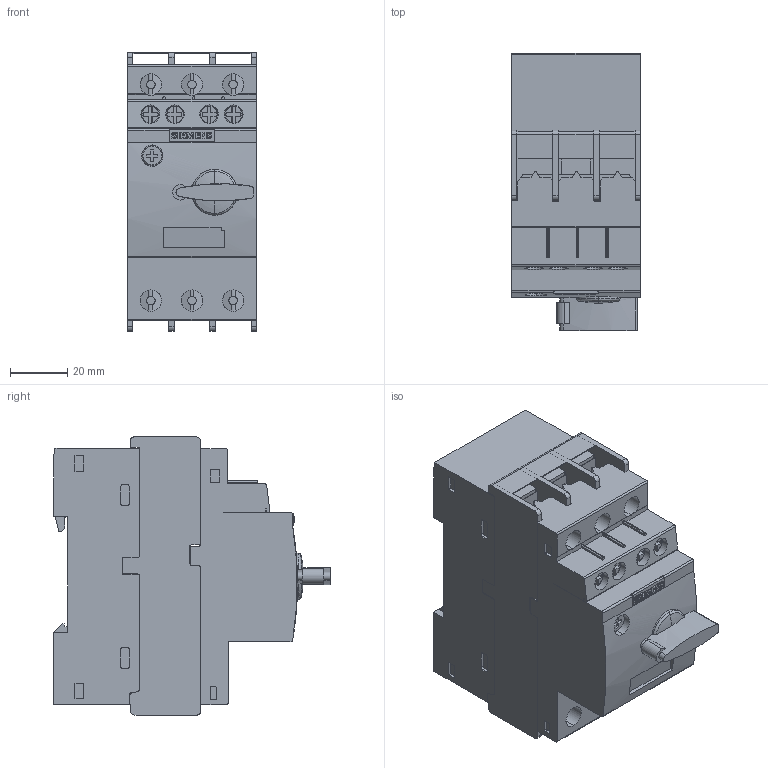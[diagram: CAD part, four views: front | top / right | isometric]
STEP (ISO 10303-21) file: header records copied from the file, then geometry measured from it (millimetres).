
FILE_DESCRIPTION(('no description'),'unknown implementation level');
FILE_NAME('3RV2021-4AA15_3D_v.stp',' ',('SIEMENS A&D'),('CADClick - KiM GmbH - www.kimweb.de'),'unknown preprocess','ACIS','unknown authorization');
FILE_SCHEMA(('automotive_design'));
Length unit declared in the file: millimetre
Products named in the file (1): 1
Bounding box: 45 x 96.9 x 97.4 mm (x, y, z)
Volume: 274897.2 mm3; surface area: 46607.8 mm2
Topology: 1 solids, 1 shells, 804 faces, 2411 edges, 1589 vertices
Faces by surface type: plane 528, cylinder 222, cone 28, torus 26
Entity records: 55774 total; most frequent: CARTESIAN_POINT 7245, ORIENTED_EDGE 4822, STYLED_ITEM 4805, PRESENTATION_STYLE_ASSIGNMENT 4805, COLOUR_RGB 4805, DIRECTION 4472, EDGE_CURVE 2411, CURVE_STYLE 2411
